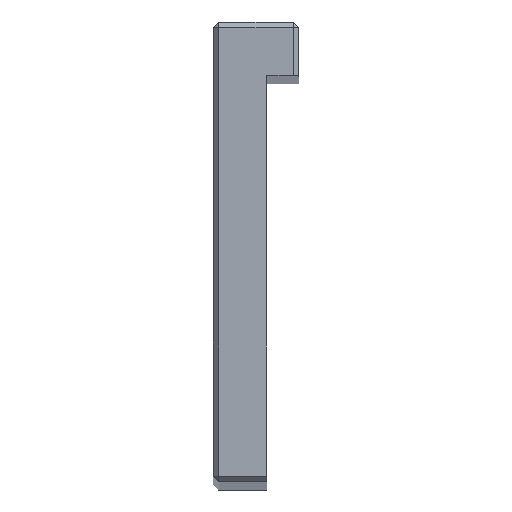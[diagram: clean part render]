
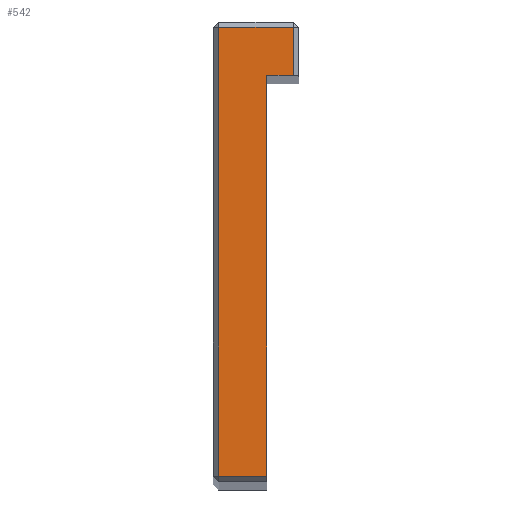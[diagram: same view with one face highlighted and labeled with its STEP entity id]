
A CAD part, top view. The second image highlights one B-rep face of the part: STEP entity #542.
In plain terms, the highlighted planar face has unit normal (0, 0, 1).
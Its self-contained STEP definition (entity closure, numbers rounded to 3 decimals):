
#114=PLANE('',#600);
#145=FACE_OUTER_BOUND('',#174,.T.);
#174=EDGE_LOOP('',(#478,#479,#480,#481,#482,#483));
#218=LINE('',#864,#273);
#222=LINE('',#871,#277);
#225=LINE('',#876,#280);
#231=LINE('',#888,#286);
#234=LINE('',#894,#289);
#235=LINE('',#895,#290);
#273=VECTOR('',#702,10.);
#277=VECTOR('',#708,10.);
#280=VECTOR('',#715,10.);
#286=VECTOR('',#725,10.);
#289=VECTOR('',#732,10.);
#290=VECTOR('',#733,10.);
#308=VERTEX_POINT('',#805);
#314=VERTEX_POINT('',#822);
#320=VERTEX_POINT('',#839);
#327=VERTEX_POINT('',#867);
#332=VERTEX_POINT('',#886);
#333=VERTEX_POINT('',#893);
#374=EDGE_CURVE('',#314,#320,#218,.T.);
#378=EDGE_CURVE('',#320,#327,#222,.T.);
#381=EDGE_CURVE('',#308,#314,#225,.T.);
#387=EDGE_CURVE('',#332,#308,#231,.T.);
#390=EDGE_CURVE('',#332,#333,#234,.T.);
#391=EDGE_CURVE('',#333,#327,#235,.T.);
#478=ORIENTED_EDGE('',*,*,#378,.F.);
#479=ORIENTED_EDGE('',*,*,#374,.F.);
#480=ORIENTED_EDGE('',*,*,#381,.F.);
#481=ORIENTED_EDGE('',*,*,#387,.F.);
#482=ORIENTED_EDGE('',*,*,#390,.T.);
#483=ORIENTED_EDGE('',*,*,#391,.T.);
#542=ADVANCED_FACE('',(#145),#114,.T.);
#600=AXIS2_PLACEMENT_3D('',#892,#730,#731);
#702=DIRECTION('',(1.,0.,0.));
#708=DIRECTION('',(0.,-1.,0.));
#715=DIRECTION('',(0.,1.,0.));
#725=DIRECTION('',(-1.,0.,0.));
#730=DIRECTION('center_axis',(0.,0.,1.));
#731=DIRECTION('ref_axis',(1.,0.,0.));
#732=DIRECTION('',(0.,1.,0.));
#733=DIRECTION('',(1.,0.,0.));
#805=CARTESIAN_POINT('',(-3.5,-21.,225.));
#822=CARTESIAN_POINT('',(-3.5,21.,225.));
#839=CARTESIAN_POINT('',(3.5,21.,225.));
#864=CARTESIAN_POINT('',(2.,21.,225.));
#867=CARTESIAN_POINT('',(3.5,16.5,225.));
#871=CARTESIAN_POINT('',(3.5,8.25,225.));
#876=CARTESIAN_POINT('',(-3.5,10.75,225.));
#886=CARTESIAN_POINT('',(1.,-21.,225.));
#888=CARTESIAN_POINT('',(-2.,-21.,225.));
#892=CARTESIAN_POINT('Origin',(0.,0.,225.));
#893=CARTESIAN_POINT('',(1.,16.5,225.));
#894=CARTESIAN_POINT('',(1.,-21.5,225.));
#895=CARTESIAN_POINT('',(1.,16.5,225.));
